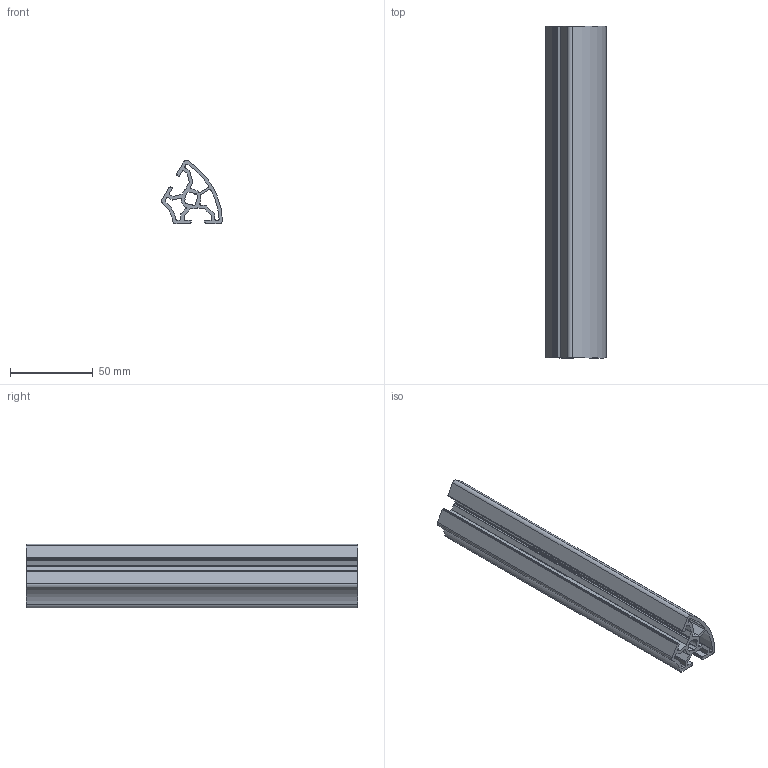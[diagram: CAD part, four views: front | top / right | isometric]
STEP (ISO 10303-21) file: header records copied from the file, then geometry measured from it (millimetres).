
FILE_DESCRIPTION(/* description */ ('Aluminiumprofil 30x60°'),/* implementation_level */ '2;1');
FILE_NAME(/* name */ 'Syskomp 481993012 Aluminiumprofil 30x60°.stp',/* time_stamp */ '2017-01-26T08:40:29+01:00',/* author */ ('wheldmann'),/* organization */ (''),/* preprocessor_version */ 'ST-DEVELOPER v16.1',/* originating_system */ 'Autodesk Inventor 2016',/* authorisation */ ' ');
FILE_SCHEMA (('AUTOMOTIVE_DESIGN { 1 0 10303 214 3 1 1 }'));
Length unit declared in the file: millimetre
Products named in the file (1): 481993012 Aluminiumprofil 30x60° - 200
Bounding box: 36.78 x 200 x 38.19 mm (x, y, z)
Volume: 74591.5 mm3; surface area: 69831.9 mm2
Topology: 1 solids, 1 shells, 154 faces, 456 edges, 304 vertices
Faces by surface type: cylinder 92, plane 62
Entity records: 5264 total; most frequent: DIRECTION 950, CARTESIAN_POINT 915, ORIENTED_EDGE 912, EDGE_CURVE 456, AXIS2_PLACEMENT_3D 339, VERTEX_POINT 304, LINE 272, VECTOR 272
